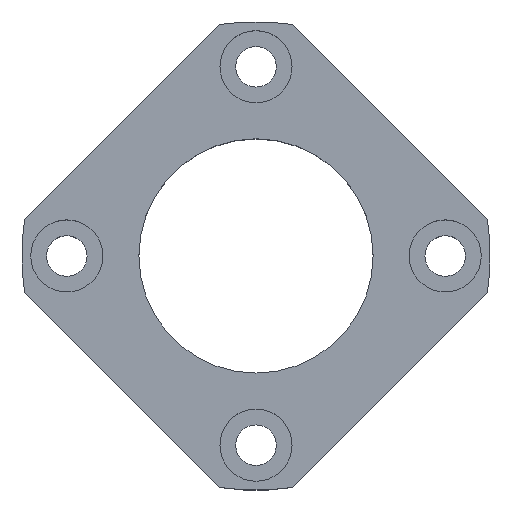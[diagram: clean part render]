
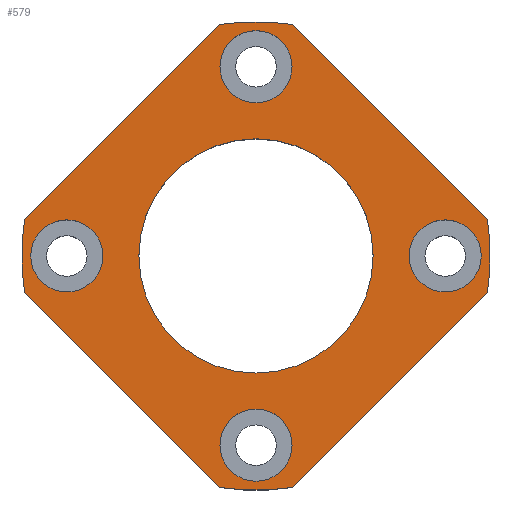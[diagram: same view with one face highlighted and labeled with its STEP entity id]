
A CAD part, top view. The second image highlights one B-rep face of the part: STEP entity #579.
In plain terms, the highlighted planar face has unit normal (0, 0, 1).
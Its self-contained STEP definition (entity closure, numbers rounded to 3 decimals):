
#3 = CARTESIAN_POINT ( 'NONE',  ( -25.689, 4.01, 0. ) ) ;
#5 = EDGE_LOOP ( 'NONE', ( #527 ) ) ;
#7 = VERTEX_POINT ( 'NONE', #695 ) ;
#8 = ORIENTED_EDGE ( 'NONE', *, *, #583, .T. ) ;
#25 = VERTEX_POINT ( 'NONE', #716 ) ;
#31 = CARTESIAN_POINT ( 'NONE',  ( -4.01, -25.689, 0. ) ) ;
#34 = DIRECTION ( 'NONE',  ( 1., 0., 0. ) ) ;
#38 = AXIS2_PLACEMENT_3D ( 'NONE', #302, #219, #144 ) ;
#50 = EDGE_CURVE ( 'NONE', #333, #560, #762, .T. ) ;
#52 = LINE ( 'NONE', #740, #206 ) ;
#55 = CARTESIAN_POINT ( 'NONE',  ( 25.689, 4.01, 0. ) ) ;
#59 = AXIS2_PLACEMENT_3D ( 'NONE', #68, #758, #683 ) ;
#67 = CARTESIAN_POINT ( 'NONE',  ( 25., 0., 0. ) ) ;
#68 = CARTESIAN_POINT ( 'NONE',  ( 0., -21., 0. ) ) ;
#71 = CARTESIAN_POINT ( 'NONE',  ( 21., 0., 0. ) ) ;
#85 = CARTESIAN_POINT ( 'NONE',  ( -17., 0., 0. ) ) ;
#95 = VERTEX_POINT ( 'NONE', #688 ) ;
#99 = VERTEX_POINT ( 'NONE', #371 ) ;
#113 = DIRECTION ( 'NONE',  ( 0., 0., 1. ) ) ;
#115 = VERTEX_POINT ( 'NONE', #330 ) ;
#121 = EDGE_LOOP ( 'NONE', ( #514 ) ) ;
#128 = VERTEX_POINT ( 'NONE', #251 ) ;
#136 = ORIENTED_EDGE ( 'NONE', *, *, #211, .T. ) ;
#137 = ORIENTED_EDGE ( 'NONE', *, *, #625, .F. ) ;
#143 = VERTEX_POINT ( 'NONE', #67 ) ;
#144 = DIRECTION ( 'NONE',  ( 1., 0., 0. ) ) ;
#156 = VERTEX_POINT ( 'NONE', #85 ) ;
#157 = CARTESIAN_POINT ( 'NONE',  ( 0., 0., 0. ) ) ;
#164 = EDGE_CURVE ( 'NONE', #176, #99, #704, .T. ) ;
#168 = AXIS2_PLACEMENT_3D ( 'NONE', #477, #394, #314 ) ;
#174 = ORIENTED_EDGE ( 'NONE', *, *, #284, .T. ) ;
#176 = VERTEX_POINT ( 'NONE', #3 ) ;
#181 = DIRECTION ( 'NONE',  ( -0.707, -0.707, 0. ) ) ;
#188 = CARTESIAN_POINT ( 'NONE',  ( 0., 0., 0. ) ) ;
#193 = FACE_BOUND ( 'NONE', #121, .T. ) ;
#201 = DIRECTION ( 'NONE',  ( 1., 0., 0. ) ) ;
#206 = VECTOR ( 'NONE', #665, 1000. ) ;
#211 = EDGE_CURVE ( 'NONE', #115, #333, #615, .T. ) ;
#215 = AXIS2_PLACEMENT_3D ( 'NONE', #496, #415, #329 ) ;
#219 = DIRECTION ( 'NONE',  ( 0., 0., 1. ) ) ;
#235 = VECTOR ( 'NONE', #352, 1000. ) ;
#245 = CIRCLE ( 'NONE', #215, 26. ) ;
#248 = AXIS2_PLACEMENT_3D ( 'NONE', #188, #113, #34 ) ;
#251 = CARTESIAN_POINT ( 'NONE',  ( 4.01, 25.689, 0. ) ) ;
#257 = CARTESIAN_POINT ( 'NONE',  ( -4.01, 25.689, 0. ) ) ;
#268 = AXIS2_PLACEMENT_3D ( 'NONE', #667, #588, #510 ) ;
#271 = ORIENTED_EDGE ( 'NONE', *, *, #387, .F. ) ;
#274 = DIRECTION ( 'NONE',  ( 0., 0., 1. ) ) ;
#277 = EDGE_CURVE ( 'NONE', #25, #25, #410, .T. ) ;
#284 = EDGE_CURVE ( 'NONE', #95, #176, #339, .T. ) ;
#286 = CIRCLE ( 'NONE', #753, 4. ) ;
#290 = FACE_BOUND ( 'NONE', #523, .T. ) ;
#292 = ORIENTED_EDGE ( 'NONE', *, *, #164, .T. ) ;
#302 = CARTESIAN_POINT ( 'NONE',  ( -21., 0., 0. ) ) ;
#306 = VECTOR ( 'NONE', #458, 1000. ) ;
#314 = DIRECTION ( 'NONE',  ( 1., 0., 0. ) ) ;
#328 = FACE_BOUND ( 'NONE', #574, .T. ) ;
#329 = DIRECTION ( 'NONE',  ( 1., 0., 0. ) ) ;
#330 = CARTESIAN_POINT ( 'NONE',  ( 4.01, -25.689, 0. ) ) ;
#332 = ORIENTED_EDGE ( 'NONE', *, *, #679, .T. ) ;
#333 = VERTEX_POINT ( 'NONE', #562 ) ;
#339 = LINE ( 'NONE', #257, #609 ) ;
#352 = DIRECTION ( 'NONE',  ( -0.707, 0.707, 0. ) ) ;
#358 = CARTESIAN_POINT ( 'NONE',  ( 0., 21., 0. ) ) ;
#365 = DIRECTION ( 'NONE',  ( 1., 0., 0. ) ) ;
#371 = CARTESIAN_POINT ( 'NONE',  ( -25.689, -4.01, 0. ) ) ;
#372 = FACE_BOUND ( 'NONE', #569, .T. ) ;
#379 = EDGE_CURVE ( 'NONE', #156, #156, #648, .T. ) ;
#383 = DIRECTION ( 'NONE',  ( 0., 0., 1. ) ) ;
#384 = AXIS2_PLACEMENT_3D ( 'NONE', #157, #383, #365 ) ;
#387 = EDGE_CURVE ( 'NONE', #7, #7, #764, .T. ) ;
#394 = DIRECTION ( 'NONE',  ( 0., 0., 1. ) ) ;
#402 = EDGE_CURVE ( 'NONE', #99, #456, #52, .T. ) ;
#410 = CIRCLE ( 'NONE', #512, 4. ) ;
#415 = DIRECTION ( 'NONE',  ( 0., 0., 1. ) ) ;
#416 = FACE_OUTER_BOUND ( 'NONE', #482, .T. ) ;
#434 = CARTESIAN_POINT ( 'NONE',  ( 4.01, 25.689, 0. ) ) ;
#456 = VERTEX_POINT ( 'NONE', #31 ) ;
#458 = DIRECTION ( 'NONE',  ( 0.707, 0.707, 0. ) ) ;
#477 = CARTESIAN_POINT ( 'NONE',  ( 0., 0., 0. ) ) ;
#482 = EDGE_LOOP ( 'NONE', ( #332, #8, #174, #292, #739, #725, #136, #631 ) ) ;
#496 = CARTESIAN_POINT ( 'NONE',  ( 0., 0., 0. ) ) ;
#510 = DIRECTION ( 'NONE',  ( -1., 0., 0. ) ) ;
#512 = AXIS2_PLACEMENT_3D ( 'NONE', #358, #274, #201 ) ;
#513 = LINE ( 'NONE', #434, #235 ) ;
#514 = ORIENTED_EDGE ( 'NONE', *, *, #379, .F. ) ;
#523 = EDGE_LOOP ( 'NONE', ( #747 ) ) ;
#525 = EDGE_CURVE ( 'NONE', #143, #143, #286, .T. ) ;
#526 = CARTESIAN_POINT ( 'NONE',  ( 13., 0., 0. ) ) ;
#527 = ORIENTED_EDGE ( 'NONE', *, *, #277, .F. ) ;
#543 = CARTESIAN_POINT ( 'NONE',  ( 25.689, -4.01, 0. ) ) ;
#552 = CIRCLE ( 'NONE', #656, 13. ) ;
#553 = DIRECTION ( 'NONE',  ( 1., 0., 0. ) ) ;
#560 = VERTEX_POINT ( 'NONE', #55 ) ;
#562 = CARTESIAN_POINT ( 'NONE',  ( 25.689, -4.01, 0. ) ) ;
#569 = EDGE_LOOP ( 'NONE', ( #137 ) ) ;
#574 = EDGE_LOOP ( 'NONE', ( #271 ) ) ;
#579 = ADVANCED_FACE ( 'NONE', ( #767, #193, #290, #328, #372, #416 ), #741, .F. ) ;
#583 = EDGE_CURVE ( 'NONE', #128, #95, #668, .T. ) ;
#588 = DIRECTION ( 'NONE',  ( 0., 0., -1. ) ) ;
#602 = VERTEX_POINT ( 'NONE', #526 ) ;
#609 = VECTOR ( 'NONE', #181, 1000. ) ;
#615 = LINE ( 'NONE', #543, #306 ) ;
#624 = DIRECTION ( 'NONE',  ( 0., 0., 1. ) ) ;
#625 = EDGE_CURVE ( 'NONE', #602, #602, #552, .T. ) ;
#631 = ORIENTED_EDGE ( 'NONE', *, *, #50, .T. ) ;
#648 = CIRCLE ( 'NONE', #38, 4. ) ;
#656 = AXIS2_PLACEMENT_3D ( 'NONE', #705, #624, #553 ) ;
#665 = DIRECTION ( 'NONE',  ( 0.707, -0.707, 0. ) ) ;
#667 = CARTESIAN_POINT ( 'NONE',  ( 0., 26., 0. ) ) ;
#668 = CIRCLE ( 'NONE', #248, 26. ) ;
#679 = EDGE_CURVE ( 'NONE', #560, #128, #513, .T. ) ;
#683 = DIRECTION ( 'NONE',  ( 1., 0., 0. ) ) ;
#685 = DIRECTION ( 'NONE',  ( 1., 0., 0. ) ) ;
#688 = CARTESIAN_POINT ( 'NONE',  ( -4.01, 25.689, 0. ) ) ;
#695 = CARTESIAN_POINT ( 'NONE',  ( 4., -21., 0. ) ) ;
#699 = EDGE_CURVE ( 'NONE', #456, #115, #245, .T. ) ;
#704 = CIRCLE ( 'NONE', #168, 26. ) ;
#705 = CARTESIAN_POINT ( 'NONE',  ( 0., 0., 0. ) ) ;
#716 = CARTESIAN_POINT ( 'NONE',  ( 4., 21., 0. ) ) ;
#725 = ORIENTED_EDGE ( 'NONE', *, *, #699, .T. ) ;
#739 = ORIENTED_EDGE ( 'NONE', *, *, #402, .T. ) ;
#740 = CARTESIAN_POINT ( 'NONE',  ( -25.689, -4.01, 0. ) ) ;
#741 = PLANE ( 'NONE',  #268 ) ;
#747 = ORIENTED_EDGE ( 'NONE', *, *, #525, .F. ) ;
#753 = AXIS2_PLACEMENT_3D ( 'NONE', #71, #761, #685 ) ;
#758 = DIRECTION ( 'NONE',  ( 0., 0., 1. ) ) ;
#761 = DIRECTION ( 'NONE',  ( 0., 0., 1. ) ) ;
#762 = CIRCLE ( 'NONE', #384, 26. ) ;
#764 = CIRCLE ( 'NONE', #59, 4. ) ;
#767 = FACE_BOUND ( 'NONE', #5, .T. ) ;
